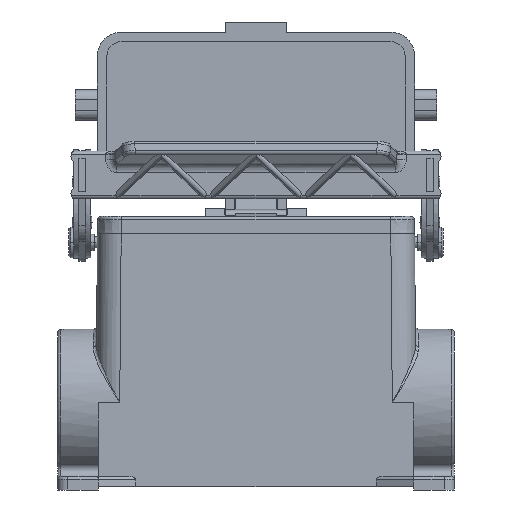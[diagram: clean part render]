
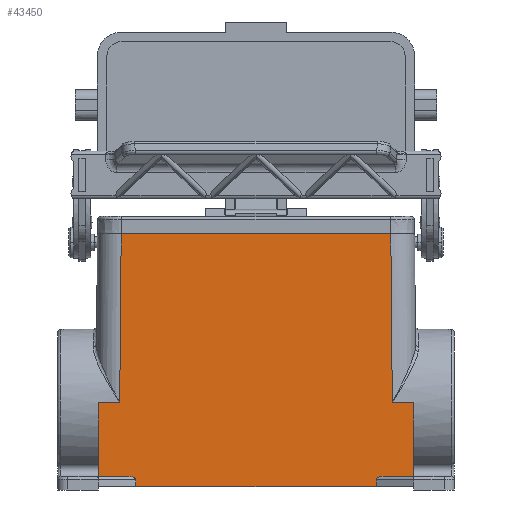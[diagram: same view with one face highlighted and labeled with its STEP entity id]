
A CAD part, front view. The second image highlights one B-rep face of the part: STEP entity #43450.
In plain terms, the highlighted face is planar.
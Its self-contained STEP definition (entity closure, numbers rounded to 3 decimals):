
#9790=CARTESIAN_POINT('',(74.235,-54.159,
-0.067));
#9800=VERTEX_POINT('',#9790);
#35680=CARTESIAN_POINT('',(-6.35,-78.789,
0.148));
#35690=DIRECTION('',(0.009,1.,
-0.009));
#35700=VECTOR('',#35690,1.);
#35710=LINE('',#35680,#35700);
#35720=CARTESIAN_POINT('',(-6.135,-54.159,
-0.067));
#35730=VERTEX_POINT('',#35720);
#35740=CARTESIAN_POINT('',(-5.7,-4.35,
-0.502));
#35750=VERTEX_POINT('',#35740);
#35760=EDGE_CURVE('',#35730,#35750,#35710,.T.);
#39570=CARTESIAN_POINT('',(-24.45,-54.159,
-0.067));
#39580=DIRECTION('',(-1.,0.,0.));
#39590=VECTOR('',#39580,1.);
#39600=LINE('',#39570,#39590);
#39610=CARTESIAN_POINT('',(-12.45,-54.159,
-0.067));
#39620=VERTEX_POINT('',#39610);
#39630=EDGE_CURVE('',#35730,#39620,#39600,.T.);
#42030=CARTESIAN_POINT('',(73.8,-4.35,
-0.502));
#42040=VERTEX_POINT('',#42030);
#42070=CARTESIAN_POINT('',(107.619,-4.35,
-0.502));
#42080=DIRECTION('',(1.,0.,0.));
#42090=VECTOR('',#42080,1.);
#42100=LINE('',#42070,#42090);
#42110=EDGE_CURVE('',#35750,#42040,#42100,.T.);
#42420=CARTESIAN_POINT('',(74.45,-78.789,
0.148));
#42430=DIRECTION('',(-0.009,1.,
-0.009));
#42440=VECTOR('',#42430,1.);
#42450=LINE('',#42420,#42440);
#42460=EDGE_CURVE('',#9800,#42040,#42450,.T.);
#42580=CARTESIAN_POINT('',(-12.7,-78.847,
0.148));
#42590=DIRECTION('',(0.,-0.009,-1.));
#42600=DIRECTION('',(1.,0.,0.));
#42610=AXIS2_PLACEMENT_3D('',#42580,#42590,#42600);
#42620=PLANE('',#42610);
#42630=CARTESIAN_POINT('',(80.55,-54.159,
-0.067));
#42640=VERTEX_POINT('',#42630);
#42650=EDGE_CURVE('',#42640,#9800,#39600,.T.);
#42660=ORIENTED_EDGE('',*,*,#42650,.T.);
#42670=CARTESIAN_POINT('',(80.55,0.,-0.54));
#42680=DIRECTION('',(0.,-1.,0.009));
#42690=VECTOR('',#42680,1.);
#42700=LINE('',#42670,#42690);
#42710=CARTESIAN_POINT('',(80.55,-75.85,
0.122));
#42720=VERTEX_POINT('',#42710);
#42730=EDGE_CURVE('',#42640,#42720,#42700,.T.);
#42740=ORIENTED_EDGE('',*,*,#42730,.F.);
#42750=CARTESIAN_POINT('',(0.,-75.85,0.122));
#42760=DIRECTION('',(-1.,0.,0.));
#42770=VECTOR('',#42760,1.);
#42780=LINE('',#42750,#42770);
#42790=CARTESIAN_POINT('',(71.506,-75.85,
0.122));
#42800=VERTEX_POINT('',#42790);
#42810=EDGE_CURVE('',#42720,#42800,#42780,.T.);
#42820=ORIENTED_EDGE('',*,*,#42810,.F.);
#42830=CARTESIAN_POINT('',(71.522,-76.85,
0.131));
#42840=DIRECTION('',(0.,-0.009,-1.));
#42850=DIRECTION('',(1.,-0.005,
0.));
#42860=AXIS2_PLACEMENT_3D('',#42830,#42840,#42850);
#42870=ELLIPSE('',#42860,2.,1.);
#42880=CARTESIAN_POINT('',(69.522,-76.85,
0.131));
#42890=VERTEX_POINT('',#42880);
#42900=EDGE_CURVE('',#42890,#42800,#42870,.T.);
#42910=ORIENTED_EDGE('',*,*,#42900,.T.);
#42920=CARTESIAN_POINT('',(69.552,-78.85,
0.149));
#42930=DIRECTION('',(0.015,-1.,
0.009));
#42940=VECTOR('',#42930,1.);
#42950=LINE('',#42920,#42940);
#42960=CARTESIAN_POINT('',(69.552,-78.85,
0.149));
#42970=VERTEX_POINT('',#42960);
#42980=EDGE_CURVE('',#42890,#42970,#42950,.T.);
#42990=ORIENTED_EDGE('',*,*,#42980,.F.);
#43000=CARTESIAN_POINT('',(107.619,-78.85,
0.149));
#43010=DIRECTION('',(-1.,0.,0.));
#43020=VECTOR('',#43010,1.);
#43030=LINE('',#43000,#43020);
#43040=CARTESIAN_POINT('',(-1.452,-78.85,
0.149));
#43050=VERTEX_POINT('',#43040);
#43060=EDGE_CURVE('',#42970,#43050,#43030,.T.);
#43070=ORIENTED_EDGE('',*,*,#43060,.F.);
#43080=CARTESIAN_POINT('',(-1.452,-78.85,
0.149));
#43090=DIRECTION('',(-0.015,-1.,
0.009));
#43100=VECTOR('',#43090,1.);
#43110=LINE('',#43080,#43100);
#43120=CARTESIAN_POINT('',(-1.422,-76.85,
0.131));
#43130=VERTEX_POINT('',#43120);
#43140=EDGE_CURVE('',#43130,#43050,#43110,.T.);
#43150=ORIENTED_EDGE('',*,*,#43140,.T.);
#43160=CARTESIAN_POINT('',(-3.422,-76.85,
0.131));
#43170=DIRECTION('',(0.,-0.009,-1.));
#43180=DIRECTION('',(1.,0.005,
0.));
#43190=AXIS2_PLACEMENT_3D('',#43160,#43170,#43180);
#43200=ELLIPSE('',#43190,2.,1.);
#43210=CARTESIAN_POINT('',(-3.406,-75.85,
0.122));
#43220=VERTEX_POINT('',#43210);
#43230=EDGE_CURVE('',#43220,#43130,#43200,.T.);
#43240=ORIENTED_EDGE('',*,*,#43230,.T.);
#43250=CARTESIAN_POINT('',(0.,-75.85,0.122));
#43260=DIRECTION('',(1.,0.,0.));
#43270=VECTOR('',#43260,1.);
#43280=LINE('',#43250,#43270);
#43290=CARTESIAN_POINT('',(-12.45,-75.85,
0.122));
#43300=VERTEX_POINT('',#43290);
#43310=EDGE_CURVE('',#43300,#43220,#43280,.T.);
#43320=ORIENTED_EDGE('',*,*,#43310,.T.);
#43330=CARTESIAN_POINT('',(-12.45,0.,-0.54));
#43340=DIRECTION('',(0.,-1.,0.009));
#43350=VECTOR('',#43340,1.);
#43360=LINE('',#43330,#43350);
#43370=EDGE_CURVE('',#39620,#43300,#43360,.T.);
#43380=ORIENTED_EDGE('',*,*,#43370,.T.);
#43390=ORIENTED_EDGE('',*,*,#39630,.T.);
#43400=ORIENTED_EDGE('',*,*,#35760,.F.);
#43410=ORIENTED_EDGE('',*,*,#42110,.F.);
#43420=ORIENTED_EDGE('',*,*,#42460,.T.);
#43430=EDGE_LOOP('',(#43420,#43410,#43400,#43390,#43380,#43320,#43240,
#43150,#43070,#42990,#42910,#42820,#42740,#42660));
#43440=FACE_OUTER_BOUND('',#43430,.T.);
#43450=ADVANCED_FACE('',(#43440),#42620,.F.);
